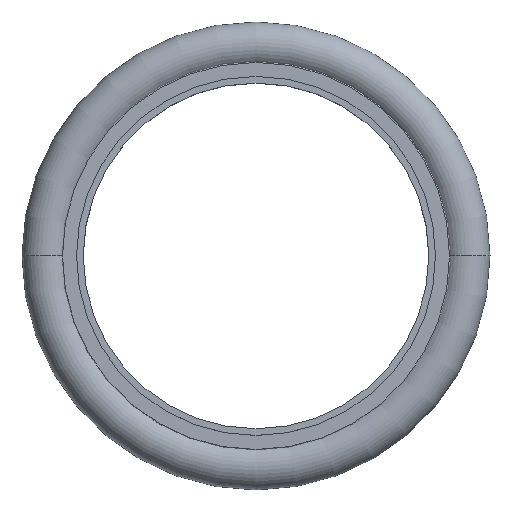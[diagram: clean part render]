
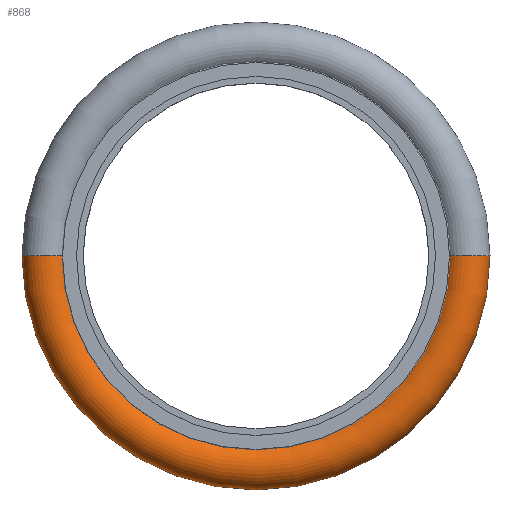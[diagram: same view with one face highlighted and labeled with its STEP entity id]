
A CAD part, top view. The second image highlights one B-rep face of the part: STEP entity #868.
In plain terms, the highlighted toroidal (fillet/blend) face has major radius 23.99 mm and minor radius 2.667 mm.
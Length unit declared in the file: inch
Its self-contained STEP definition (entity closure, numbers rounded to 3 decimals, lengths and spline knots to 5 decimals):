
#18 = FACE_OUTER_BOUND ( 'NONE', #536, .T. ) ;
#56 = AXIS2_PLACEMENT_3D ( 'NONE', #252, #739, #139 ) ;
#122 = CIRCLE ( 'NONE', #611, 0.8395 ) ;
#134 = CARTESIAN_POINT ( 'NONE',  ( 0., 0., 0.1575 ) ) ;
#139 = DIRECTION ( 'NONE',  ( 0., 0., -1. ) ) ;
#149 = AXIS2_PLACEMENT_3D ( 'NONE', #499, #772, #294 ) ;
#170 = DIRECTION ( 'NONE',  ( 0., 0., -1. ) ) ;
#177 = DIRECTION ( 'NONE',  ( -1., 0., 0. ) ) ;
#198 = ORIENTED_EDGE ( 'NONE', *, *, #570, .F. ) ;
#252 = CARTESIAN_POINT ( 'NONE',  ( -0.9445, 0., 0.1575 ) ) ;
#267 = CARTESIAN_POINT ( 'NONE',  ( -0.8395, 0., 0.1575 ) ) ;
#283 = EDGE_CURVE ( 'NONE', #825, #382, #528, .T. ) ;
#285 = DIRECTION ( 'NONE',  ( -1., 0., 0. ) ) ;
#294 = DIRECTION ( 'NONE',  ( -1., 0., 0. ) ) ;
#303 = CIRCLE ( 'NONE', #375, 1.0495 ) ;
#333 = TOROIDAL_SURFACE ( 'NONE', #703, 0.9445, 0.105 ) ;
#346 = CARTESIAN_POINT ( 'NONE',  ( 0., 0., 0.1575 ) ) ;
#375 = AXIS2_PLACEMENT_3D ( 'NONE', #789, #170, #177 ) ;
#382 = VERTEX_POINT ( 'NONE', #394 ) ;
#383 = CARTESIAN_POINT ( 'NONE',  ( -1.0495, 0., 0.1575 ) ) ;
#394 = CARTESIAN_POINT ( 'NONE',  ( 1.0495, 0., 0.1575 ) ) ;
#415 = VERTEX_POINT ( 'NONE', #267 ) ;
#454 = EDGE_CURVE ( 'NONE', #825, #415, #122, .T. ) ;
#455 = ORIENTED_EDGE ( 'NONE', *, *, #283, .F. ) ;
#478 = DIRECTION ( 'NONE',  ( 0., 0., -1. ) ) ;
#499 = CARTESIAN_POINT ( 'NONE',  ( 0.9445, 0., 0.1575 ) ) ;
#528 = CIRCLE ( 'NONE', #149, 0.105 ) ;
#536 = EDGE_LOOP ( 'NONE', ( #198, #455, #829, #740 ) ) ;
#570 = EDGE_CURVE ( 'NONE', #382, #660, #303, .T. ) ;
#611 = AXIS2_PLACEMENT_3D ( 'NONE', #134, #478, #749 ) ;
#612 = DIRECTION ( 'NONE',  ( 0., 0., -1. ) ) ;
#659 = CARTESIAN_POINT ( 'NONE',  ( 0.8395, 0., 0.1575 ) ) ;
#660 = VERTEX_POINT ( 'NONE', #383 ) ;
#703 = AXIS2_PLACEMENT_3D ( 'NONE', #346, #612, #285 ) ;
#739 = DIRECTION ( 'NONE',  ( 0., -1., 0. ) ) ;
#740 = ORIENTED_EDGE ( 'NONE', *, *, #783, .T. ) ;
#749 = DIRECTION ( 'NONE',  ( -1., 0., 0. ) ) ;
#772 = DIRECTION ( 'NONE',  ( 0., 1., 0. ) ) ;
#783 = EDGE_CURVE ( 'NONE', #415, #660, #813, .T. ) ;
#789 = CARTESIAN_POINT ( 'NONE',  ( 0., 0., 0.1575 ) ) ;
#813 = CIRCLE ( 'NONE', #56, 0.105 ) ;
#825 = VERTEX_POINT ( 'NONE', #659 ) ;
#829 = ORIENTED_EDGE ( 'NONE', *, *, #454, .T. ) ;
#868 = ADVANCED_FACE ( 'NONE', ( #18 ), #333, .T. ) ;
